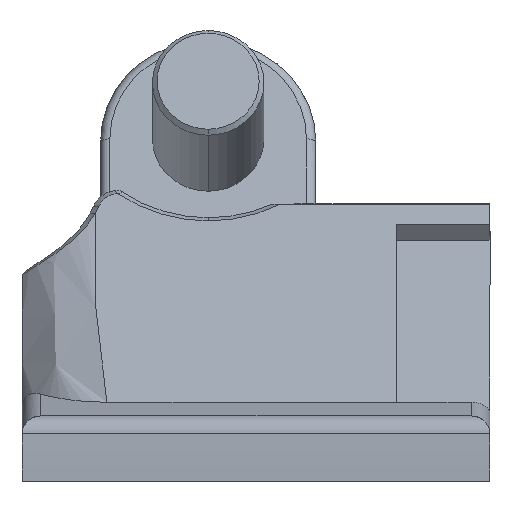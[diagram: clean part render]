
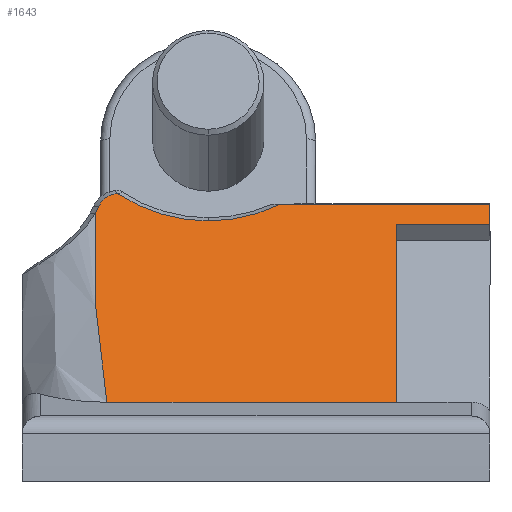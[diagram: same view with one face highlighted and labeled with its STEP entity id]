
A CAD part, front view. The second image highlights one B-rep face of the part: STEP entity #1643.
In plain terms, the highlighted planar face has unit normal (0, -0.94, 0.342).
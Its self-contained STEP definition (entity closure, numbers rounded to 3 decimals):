
#22 = ORIENTED_EDGE ( 'NONE', *, *, #1527, .T. ) ;
#60 = AXIS2_PLACEMENT_3D ( 'NONE', #399, #2684, #2437 ) ;
#91 = VERTEX_POINT ( 'NONE', #515 ) ;
#158 = CIRCLE ( 'NONE', #904, 16.475 ) ;
#162 = CARTESIAN_POINT ( 'NONE',  ( 7.726, 30.713, 26.976 ) ) ;
#252 = CARTESIAN_POINT ( 'NONE',  ( 19.891, 31.025, 27.833 ) ) ;
#277 = CARTESIAN_POINT ( 'NONE',  ( 7.847, 31.326, 28.661 ) ) ;
#286 = PLANE ( 'NONE',  #1437 ) ;
#297 = CARTESIAN_POINT ( 'NONE',  ( 40., 30.888, 27.457 ) ) ;
#316 = VECTOR ( 'NONE', #1341, 1000. ) ;
#329 = EDGE_CURVE ( 'NONE', #465, #1039, #681, .T. ) ;
#334 = EDGE_CURVE ( 'NONE', #1039, #2927, #1364, .T. ) ;
#350 = CARTESIAN_POINT ( 'NONE',  ( 8.398, 31.725, 29.758 ) ) ;
#398 = CARTESIAN_POINT ( 'NONE',  ( 40., 23.979, 8.475 ) ) ;
#399 = CARTESIAN_POINT ( 'NONE',  ( 19.891, 36.66, 43.314 ) ) ;
#410 = CARTESIAN_POINT ( 'NONE',  ( 8.583, 31.808, 29.986 ) ) ;
#465 = VERTEX_POINT ( 'NONE', #2799 ) ;
#495 = VERTEX_POINT ( 'NONE', #297 ) ;
#506 = CARTESIAN_POINT ( 'NONE',  ( 9.069, 23.979, 8.475 ) ) ;
#507 = ORIENTED_EDGE ( 'NONE', *, *, #1823, .T. ) ;
#515 = CARTESIAN_POINT ( 'NONE',  ( 27.525, 31.666, 29.596 ) ) ;
#522 = EDGE_CURVE ( 'NONE', #2455, #91, #567, .T. ) ;
#525 = ORIENTED_EDGE ( 'NONE', *, *, #1803, .T. ) ;
#534 = LINE ( 'NONE', #1229, #1345 ) ;
#544 = VERTEX_POINT ( 'NONE', #1533 ) ;
#567 = LINE ( 'NONE', #2023, #316 ) ;
#631 = CARTESIAN_POINT ( 'NONE',  ( 7.664, 30.1, 25.292 ) ) ;
#649 = CARTESIAN_POINT ( 'NONE',  ( 8.873, 31.908, 30.26 ) ) ;
#650 = CARTESIAN_POINT ( 'NONE',  ( 7.677, 28.874, 21.924 ) ) ;
#662 = CARTESIAN_POINT ( 'NONE',  ( 8.651, 31.835, 30.06 ) ) ;
#681 = B_SPLINE_CURVE_WITH_KNOTS ( 'NONE', 3,
 ( #2681, #1859, #3188, #1146 ),
 .UNSPECIFIED., .F., .F.,
 ( 4, 4 ),
 ( 0., 1. ),
 .UNSPECIFIED. ) ;
#724 = VERTEX_POINT ( 'NONE', #506 ) ;
#733 = DIRECTION ( 'NONE',  ( 0., -0.94, 0.342 ) ) ;
#745 = LINE ( 'NONE', #1969, #2078 ) ;
#764 = VERTEX_POINT ( 'NONE', #252 ) ;
#778 = DIRECTION ( 'NONE',  ( -1., 0., 0. ) ) ;
#895 = CARTESIAN_POINT ( 'NONE',  ( 19.891, 36.66, 43.314 ) ) ;
#904 = AXIS2_PLACEMENT_3D ( 'NONE', #895, #2951, #2223 ) ;
#928 = CARTESIAN_POINT ( 'NONE',  ( 7.754, 28.261, 20.24 ) ) ;
#990 = ORIENTED_EDGE ( 'NONE', *, *, #1478, .F. ) ;
#991 = VERTEX_POINT ( 'NONE', #3098 ) ;
#1039 = VERTEX_POINT ( 'NONE', #2422 ) ;
#1068 = ORIENTED_EDGE ( 'NONE', *, *, #2855, .F. ) ;
#1097 = EDGE_CURVE ( 'NONE', #2927, #1923, #2652, .T. ) ;
#1146 = CARTESIAN_POINT ( 'NONE',  ( 10.073, 32.091, 30.763 ) ) ;
#1199 = CARTESIAN_POINT ( 'NONE',  ( 7.981, 31.416, 28.907 ) ) ;
#1229 = CARTESIAN_POINT ( 'NONE',  ( 50., 31.68, 29.634 ) ) ;
#1310 = CARTESIAN_POINT ( 'NONE',  ( 50., 31.666, 29.596 ) ) ;
#1341 = DIRECTION ( 'NONE',  ( -1., 0., 0. ) ) ;
#1345 = VECTOR ( 'NONE', #2997, 1000. ) ;
#1364 = B_SPLINE_CURVE_WITH_KNOTS ( 'NONE', 3,
 ( #3205, #2156, #2128, #3169, #2874, #649, #1919, #662, #410, #350, #1675, #3143 ),
 .UNSPECIFIED., .F., .F.,
 ( 4, 2, 2, 2, 2, 4 ),
 ( 0., 0.25, 0.5, 0.625, 0.75, 1. ),
 .UNSPECIFIED. ) ;
#1390 = CARTESIAN_POINT ( 'NONE',  ( 8.016, 27.036, 16.874 ) ) ;
#1394 = CARTESIAN_POINT ( 'NONE',  ( 8.105, 31.507, 29.157 ) ) ;
#1437 = AXIS2_PLACEMENT_3D ( 'NONE', #2773, #733, #1778 ) ;
#1478 = EDGE_CURVE ( 'NONE', #495, #991, #3190, .T. ) ;
#1527 = EDGE_CURVE ( 'NONE', #1923, #724, #2181, .T. ) ;
#1533 = CARTESIAN_POINT ( 'NONE',  ( 50., 30.888, 27.457 ) ) ;
#1643 = ADVANCED_FACE ( 'NONE', ( #2243 ), #286, .T. ) ;
#1645 = CARTESIAN_POINT ( 'NONE',  ( 8.217, 31.6, 29.412 ) ) ;
#1648 = DIRECTION ( 'NONE',  ( 0., -0.342, -0.94 ) ) ;
#1663 = CARTESIAN_POINT ( 'NONE',  ( 8.202, 26.423, 15.191 ) ) ;
#1675 = CARTESIAN_POINT ( 'NONE',  ( 8.295, 31.665, 29.591 ) ) ;
#1676 = CARTESIAN_POINT ( 'NONE',  ( 9.069, 23.979, 8.475 ) ) ;
#1677 = CARTESIAN_POINT ( 'NONE',  ( 0., 23.979, 8.475 ) ) ;
#1688 = ORIENTED_EDGE ( 'NONE', *, *, #334, .T. ) ;
#1693 = VECTOR ( 'NONE', #1648, 1000. ) ;
#1698 = ORIENTED_EDGE ( 'NONE', *, *, #1097, .T. ) ;
#1778 = DIRECTION ( 'NONE',  ( 0., 0.342, 0.94 ) ) ;
#1803 = EDGE_CURVE ( 'NONE', #724, #991, #2994, .T. ) ;
#1823 = EDGE_CURVE ( 'NONE', #91, #764, #2648, .T. ) ;
#1859 = CARTESIAN_POINT ( 'NONE',  ( 10.26, 32.088, 30.754 ) ) ;
#1919 = CARTESIAN_POINT ( 'NONE',  ( 8.796, 31.885, 30.196 ) ) ;
#1921 = DIRECTION ( 'NONE',  ( 1., 0., 0. ) ) ;
#1923 = VERTEX_POINT ( 'NONE', #277 ) ;
#1969 = CARTESIAN_POINT ( 'NONE',  ( 40., 30.888, 27.457 ) ) ;
#1981 = ORIENTED_EDGE ( 'NONE', *, *, #2714, .T. ) ;
#2023 = CARTESIAN_POINT ( 'NONE',  ( 100., 31.666, 29.596 ) ) ;
#2037 = ORIENTED_EDGE ( 'NONE', *, *, #2815, .F. ) ;
#2078 = VECTOR ( 'NONE', #778, 1000. ) ;
#2128 = CARTESIAN_POINT ( 'NONE',  ( 9.672, 32.063, 30.685 ) ) ;
#2156 = CARTESIAN_POINT ( 'NONE',  ( 9.87, 32.082, 30.736 ) ) ;
#2181 = B_SPLINE_CURVE_WITH_KNOTS ( 'NONE', 3,
 ( #2391, #162, #631, #650, #928, #1390, #1663, #3144, #2670, #1676 ),
 .UNSPECIFIED., .F., .F.,
 ( 4, 2, 2, 2, 4 ),
 ( 0.002, 0.008, 0.013, 0.018, 0.024 ),
 .UNSPECIFIED. ) ;
#2211 = CARTESIAN_POINT ( 'NONE',  ( 8.217, 31.6, 29.412 ) ) ;
#2223 = DIRECTION ( 'NONE',  ( 0., -0.342, -0.94 ) ) ;
#2243 = FACE_OUTER_BOUND ( 'NONE', #2440, .T. ) ;
#2391 = CARTESIAN_POINT ( 'NONE',  ( 7.847, 31.326, 28.661 ) ) ;
#2422 = CARTESIAN_POINT ( 'NONE',  ( 10.073, 32.091, 30.763 ) ) ;
#2436 = VECTOR ( 'NONE', #1921, 1000. ) ;
#2437 = DIRECTION ( 'NONE',  ( 0., -0.342, -0.94 ) ) ;
#2440 = EDGE_LOOP ( 'NONE', ( #2501, #507, #1981, #3209, #1688, #1698, #22, #525, #990, #1068, #2037 ) ) ;
#2441 = CARTESIAN_POINT ( 'NONE',  ( 7.847, 31.326, 28.661 ) ) ;
#2455 = VERTEX_POINT ( 'NONE', #1310 ) ;
#2501 = ORIENTED_EDGE ( 'NONE', *, *, #522, .T. ) ;
#2648 = CIRCLE ( 'NONE', #60, 16.475 ) ;
#2652 = B_SPLINE_CURVE_WITH_KNOTS ( 'NONE', 3,
 ( #2211, #1394, #1199, #2441 ),
 .UNSPECIFIED., .F., .F.,
 ( 4, 4 ),
 ( 0., 1. ),
 .UNSPECIFIED. ) ;
#2670 = CARTESIAN_POINT ( 'NONE',  ( 8.849, 24.59, 10.154 ) ) ;
#2681 = CARTESIAN_POINT ( 'NONE',  ( 10.336, 32.069, 30.703 ) ) ;
#2684 = DIRECTION ( 'NONE',  ( 0., 0.94, -0.342 ) ) ;
#2714 = EDGE_CURVE ( 'NONE', #764, #465, #158, .T. ) ;
#2773 = CARTESIAN_POINT ( 'NONE',  ( 100., 35.844, 41.072 ) ) ;
#2799 = CARTESIAN_POINT ( 'NONE',  ( 10.336, 32.069, 30.703 ) ) ;
#2815 = EDGE_CURVE ( 'NONE', #2455, #544, #534, .T. ) ;
#2855 = EDGE_CURVE ( 'NONE', #544, #495, #745, .T. ) ;
#2874 = CARTESIAN_POINT ( 'NONE',  ( 9.115, 31.972, 30.436 ) ) ;
#2927 = VERTEX_POINT ( 'NONE', #1645 ) ;
#2951 = DIRECTION ( 'NONE',  ( 0., 0.94, -0.342 ) ) ;
#2994 = LINE ( 'NONE', #1677, #2436 ) ;
#2997 = DIRECTION ( 'NONE',  ( 0., -0.342, -0.94 ) ) ;
#3098 = CARTESIAN_POINT ( 'NONE',  ( 40., 23.979, 8.475 ) ) ;
#3143 = CARTESIAN_POINT ( 'NONE',  ( 8.217, 31.6, 29.412 ) ) ;
#3144 = CARTESIAN_POINT ( 'NONE',  ( 8.619, 25.201, 11.831 ) ) ;
#3169 = CARTESIAN_POINT ( 'NONE',  ( 9.293, 32.008, 30.535 ) ) ;
#3188 = CARTESIAN_POINT ( 'NONE',  ( 10.166, 32.096, 30.776 ) ) ;
#3190 = LINE ( 'NONE', #398, #1693 ) ;
#3205 = CARTESIAN_POINT ( 'NONE',  ( 10.073, 32.091, 30.763 ) ) ;
#3209 = ORIENTED_EDGE ( 'NONE', *, *, #329, .T. ) ;
